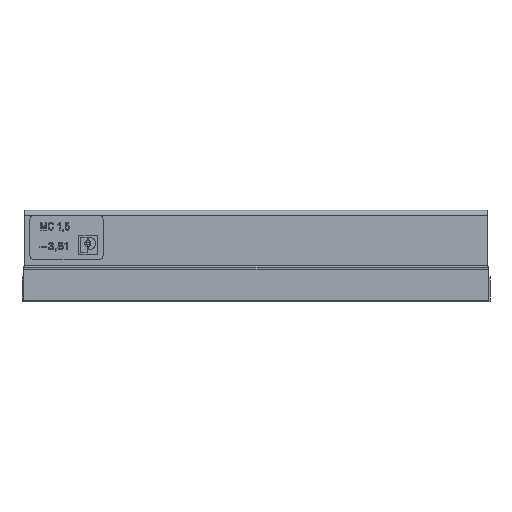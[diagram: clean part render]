
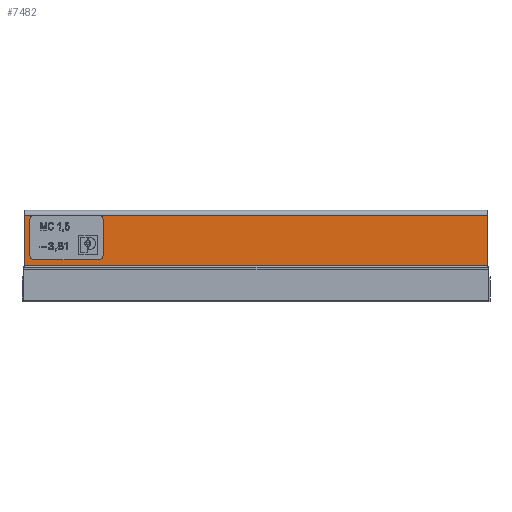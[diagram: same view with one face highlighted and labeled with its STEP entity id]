
A CAD part, top view. The second image highlights one B-rep face of the part: STEP entity #7482.
In plain terms, the highlighted planar face has unit normal (0, 0, 1).
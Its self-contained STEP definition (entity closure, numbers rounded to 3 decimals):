
#7482=ADVANCED_FACE('',(#16180),#16181,.F.);
#8244=EDGE_CURVE('',#17351,#17352,#17353,.T.);
#8250=EDGE_CURVE('',#17361,#17362,#17363,.T.);
#8256=EDGE_CURVE('',#17371,#17372,#17373,.T.);
#8262=EDGE_CURVE('',#17381,#17382,#17383,.T.);
#8356=EDGE_CURVE('',#17527,#17530,#17531,.T.);
#8398=EDGE_CURVE('',#17588,#17589,#17590,.T.);
#8434=EDGE_CURVE('',#17636,#17381,#17637,.T.);
#8436=EDGE_CURVE('',#17636,#17352,#17639,.T.);
#8438=EDGE_CURVE('',#17641,#17351,#17642,.T.);
#8440=EDGE_CURVE('',#17641,#17362,#17644,.T.);
#8442=EDGE_CURVE('',#17646,#17361,#17647,.T.);
#8444=EDGE_CURVE('',#17646,#17372,#17649,.T.);
#8446=EDGE_CURVE('',#17530,#17371,#17651,.T.);
#8448=EDGE_CURVE('',#17588,#17527,#17653,.T.);
#16180=FACE_OUTER_BOUND('',#29879,.T.);
#16181=PLANE('',#29880);
#17351=VERTEX_POINT('',#31460);
#17352=VERTEX_POINT('',#31461);
#17353=CIRCLE('',#31462,0.5);
#17361=VERTEX_POINT('',#31474);
#17362=VERTEX_POINT('',#31475);
#17363=CIRCLE('',#31476,0.5);
#17371=VERTEX_POINT('',#31488);
#17372=VERTEX_POINT('',#31489);
#17373=CIRCLE('',#31490,0.5);
#17381=VERTEX_POINT('',#31502);
#17382=VERTEX_POINT('',#31503);
#17383=CIRCLE('',#31504,0.5);
#17527=VERTEX_POINT('',#31827);
#17530=VERTEX_POINT('',#31834);
#17531=LINE('',#31835,#31836);
#17588=VERTEX_POINT('',#31931);
#17589=VERTEX_POINT('',#31932);
#17590=LINE('',#31933,#31934);
#17636=VERTEX_POINT('',#32025);
#17637=CIRCLE('',#32026,0.5);
#17639=LINE('',#32029,#32030);
#17641=VERTEX_POINT('',#32033);
#17642=CIRCLE('',#32034,0.5);
#17644=LINE('',#32037,#32038);
#17646=VERTEX_POINT('',#32041);
#17647=CIRCLE('',#32042,0.5);
#17649=LINE('',#32045,#32046);
#17651=CIRCLE('',#32049,0.5);
#17653=LINE('',#32052,#32053);
#29879=EDGE_LOOP('',(#47748,#47749,#47750,#47751,#47752,#47753,#47754,#47755,#47756,#47757,#47758,#47759,#47760,#47761,#47762,#47763));
#29880=AXIS2_PLACEMENT_3D('',#47764,#47765,#47766);
#31460=CARTESIAN_POINT('',(7.546,4.2,7.));
#31461=CARTESIAN_POINT('',(8.043,4.7,7.));
#31462=AXIS2_PLACEMENT_3D('',#51627,#51628,#51629);
#31474=CARTESIAN_POINT('',(0.643,4.697,7.));
#31475=CARTESIAN_POINT('',(1.143,4.2,7.));
#31476=AXIS2_PLACEMENT_3D('',#51634,#51635,#51636);
#31488=CARTESIAN_POINT('',(1.14,8.7,7.));
#31489=CARTESIAN_POINT('',(0.643,8.2,7.));
#31490=AXIS2_PLACEMENT_3D('',#51641,#51642,#51643);
#31502=CARTESIAN_POINT('',(8.043,8.203,7.));
#31503=CARTESIAN_POINT('',(7.543,8.7,7.));
#31504=AXIS2_PLACEMENT_3D('',#51648,#51649,#51650);
#31827=CARTESIAN_POINT('',(0.151,8.7,7.));
#31834=CARTESIAN_POINT('',(1.143,8.7,7.));
#31835=CARTESIAN_POINT('',(0.151,8.7,7.));
#31836=VECTOR('',#51724,1.0);
#31931=CARTESIAN_POINT('',(0.062,3.6,7.0));
#31932=CARTESIAN_POINT('',(46.768,3.6,7.));
#31933=CARTESIAN_POINT('',(17.7,3.6,7.));
#31934=VECTOR('',#51751,1.0);
#32025=CARTESIAN_POINT('',(8.043,8.2,7.));
#32026=AXIS2_PLACEMENT_3D('',#51770,#51771,#51772);
#32029=CARTESIAN_POINT('',(8.043,8.2,7.));
#32030=VECTOR('',#51773,1.0);
#32033=CARTESIAN_POINT('',(7.543,4.2,7.));
#32034=AXIS2_PLACEMENT_3D('',#51774,#51775,#51776);
#32037=CARTESIAN_POINT('',(7.543,4.2,7.));
#32038=VECTOR('',#51777,1.0);
#32041=CARTESIAN_POINT('',(0.643,4.7,7.));
#32042=AXIS2_PLACEMENT_3D('',#51778,#51779,#51780);
#32045=CARTESIAN_POINT('',(0.643,4.7,7.));
#32046=VECTOR('',#51781,1.0);
#32049=AXIS2_PLACEMENT_3D('',#51782,#51783,#51784);
#32052=CARTESIAN_POINT('',(0.062,3.6,7.0));
#32053=VECTOR('',#51785,1.0);
#47748=ORIENTED_EDGE('',*,*,#8398,.T.);
#47749=ORIENTED_EDGE('',*,*,#53556,.F.);
#47750=ORIENTED_EDGE('',*,*,#55473,.F.);
#47751=ORIENTED_EDGE('',*,*,#8262,.F.);
#47752=ORIENTED_EDGE('',*,*,#8434,.F.);
#47753=ORIENTED_EDGE('',*,*,#8436,.T.);
#47754=ORIENTED_EDGE('',*,*,#8244,.F.);
#47755=ORIENTED_EDGE('',*,*,#8438,.F.);
#47756=ORIENTED_EDGE('',*,*,#8440,.T.);
#47757=ORIENTED_EDGE('',*,*,#8250,.F.);
#47758=ORIENTED_EDGE('',*,*,#8442,.F.);
#47759=ORIENTED_EDGE('',*,*,#8444,.T.);
#47760=ORIENTED_EDGE('',*,*,#8256,.F.);
#47761=ORIENTED_EDGE('',*,*,#8446,.F.);
#47762=ORIENTED_EDGE('',*,*,#8356,.F.);
#47763=ORIENTED_EDGE('',*,*,#8448,.F.);
#47764=CARTESIAN_POINT('',(0.002,3.472,7.0));
#47765=DIRECTION('',(0.,0.,-1.0));
#47766=DIRECTION('',(0.0,-1.0,0.));
#51627=CARTESIAN_POINT('',(7.543,4.7,7.));
#51628=DIRECTION('',(0.,0.,1.0));
#51629=DIRECTION('',(0.,-1.0,0.));
#51634=CARTESIAN_POINT('',(1.143,4.7,7.));
#51635=DIRECTION('',(0.,0.,1.0));
#51636=DIRECTION('',(-1.0,0.,0.));
#51641=CARTESIAN_POINT('',(1.143,8.2,7.));
#51642=DIRECTION('',(0.,0.,1.0));
#51643=DIRECTION('',(0.0,1.0,0.));
#51648=CARTESIAN_POINT('',(7.543,8.2,7.));
#51649=DIRECTION('',(0.,0.,1.0));
#51650=DIRECTION('',(1.0,0.,0.));
#51724=DIRECTION('',(1.0,0.,0.));
#51751=DIRECTION('',(1.0,0.,0.));
#51770=CARTESIAN_POINT('',(7.543,8.2,7.));
#51771=DIRECTION('',(0.,0.,1.0));
#51772=DIRECTION('',(1.0,0.,0.));
#51773=DIRECTION('',(0.,-1.0,0.));
#51774=CARTESIAN_POINT('',(7.543,4.7,7.));
#51775=DIRECTION('',(0.,0.,1.0));
#51776=DIRECTION('',(0.,-1.0,0.));
#51777=DIRECTION('',(-1.0,0.,0.));
#51778=CARTESIAN_POINT('',(1.143,4.7,7.));
#51779=DIRECTION('',(0.,0.,1.0));
#51780=DIRECTION('',(-1.0,0.,0.));
#51781=DIRECTION('',(0.,1.0,0.));
#51782=CARTESIAN_POINT('',(1.143,8.2,7.));
#51783=DIRECTION('',(0.,0.,1.0));
#51784=DIRECTION('',(0.0,1.0,0.));
#51785=DIRECTION('',(0.017,1.,0.));
#53556=EDGE_CURVE('',#56866,#17589,#56868,.T.);
#55473=EDGE_CURVE('',#17382,#56866,#59638,.T.);
#56866=VERTEX_POINT('',#61343);
#56868=LINE('',#61345,#61346);
#59638=LINE('',#65493,#65494);
#61343=CARTESIAN_POINT('',(46.679,8.7,7.));
#61345=CARTESIAN_POINT('',(46.749,4.729,7.));
#61346=VECTOR('',#66428,1.0);
#65493=CARTESIAN_POINT('',(31.87,8.7,7.));
#65494=VECTOR('',#68052,1.0);
#66428=DIRECTION('',(0.017,-1.,0.));
#68052=DIRECTION('',(1.0,0.,0.));
